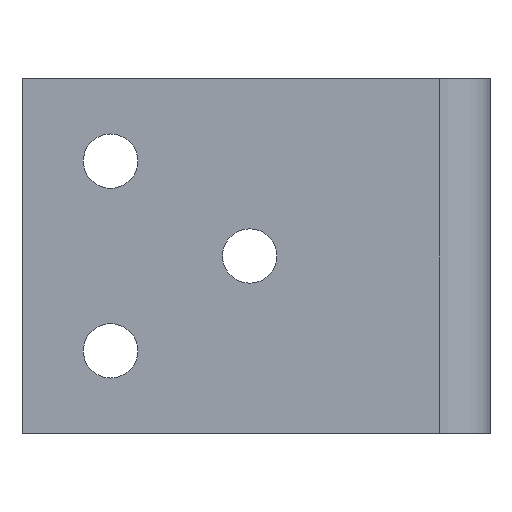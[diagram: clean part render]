
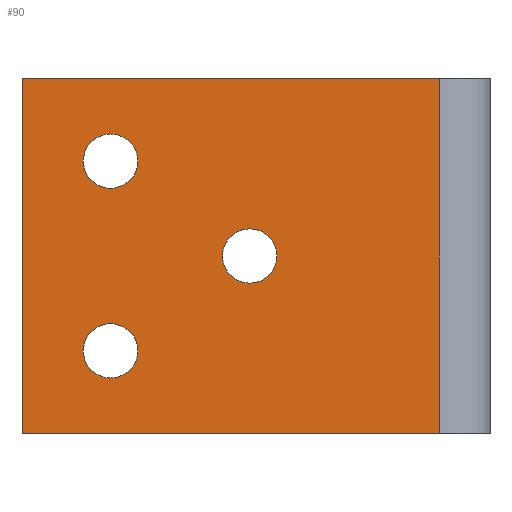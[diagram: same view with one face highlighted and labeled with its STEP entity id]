
A CAD part, front view. The second image highlights one B-rep face of the part: STEP entity #90.
In plain terms, the highlighted planar face has unit normal (0, -1, 0).
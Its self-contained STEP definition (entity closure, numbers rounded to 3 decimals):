
#90 = ADVANCED_FACE( '', ( #171, #172, #173, #174 ), #175, .F. );
#171 = FACE_BOUND( '', #239, .T. );
#172 = FACE_BOUND( '', #240, .T. );
#173 = FACE_BOUND( '', #241, .T. );
#174 = FACE_OUTER_BOUND( '', #242, .T. );
#175 = PLANE( '', #243 );
#239 = EDGE_LOOP( '', ( #368 ) );
#240 = EDGE_LOOP( '', ( #369 ) );
#241 = EDGE_LOOP( '', ( #370 ) );
#242 = EDGE_LOOP( '', ( #371, #372, #373, #374 ) );
#243 = AXIS2_PLACEMENT_3D( '', #375, #376, #377 );
#368 = ORIENTED_EDGE( '', *, *, #427, .T. );
#369 = ORIENTED_EDGE( '', *, *, #412, .T. );
#370 = ORIENTED_EDGE( '', *, *, #394, .T. );
#371 = ORIENTED_EDGE( '', *, *, #398, .T. );
#372 = ORIENTED_EDGE( '', *, *, #388, .F. );
#373 = ORIENTED_EDGE( '', *, *, #425, .F. );
#374 = ORIENTED_EDGE( '', *, *, #404, .T. );
#375 = CARTESIAN_POINT( '', ( 0., 0., 14. ) );
#376 = DIRECTION( '', ( 0., 1., 0. ) );
#377 = DIRECTION( '', ( 0., 0., 1. ) );
#388 = EDGE_CURVE( '', #445, #440, #447, .T. );
#394 = EDGE_CURVE( '', #455, #455, #456, .T. );
#398 = EDGE_CURVE( '', #461, #440, #462, .T. );
#404 = EDGE_CURVE( '', #471, #461, #472, .T. );
#412 = EDGE_CURVE( '', #483, #483, #484, .T. );
#425 = EDGE_CURVE( '', #471, #445, #501, .T. );
#427 = EDGE_CURVE( '', #503, #503, #504, .T. );
#440 = VERTEX_POINT( '', #519 );
#445 = VERTEX_POINT( '', #525 );
#447 = LINE( '', #527, #528 );
#455 = VERTEX_POINT( '', #539 );
#456 = CIRCLE( '', #540, 2.15 );
#461 = VERTEX_POINT( '', #546 );
#462 = LINE( '', #547, #548 );
#471 = VERTEX_POINT( '', #560 );
#472 = LINE( '', #561, #562 );
#483 = VERTEX_POINT( '', #577 );
#484 = CIRCLE( '', #578, 2.15 );
#501 = LINE( '', #599, #600 );
#503 = VERTEX_POINT( '', #602 );
#504 = CIRCLE( '', #603, 2.15 );
#519 = CARTESIAN_POINT( '', ( 33., 0., -14. ) );
#525 = CARTESIAN_POINT( '', ( 33., 0., 14. ) );
#527 = CARTESIAN_POINT( '', ( 33., 0., 14. ) );
#528 = VECTOR( '', #621, 1000. );
#539 = CARTESIAN_POINT( '', ( 9.15, 0., -7.5 ) );
#540 = AXIS2_PLACEMENT_3D( '', #625, #626, #627 );
#546 = CARTESIAN_POINT( '', ( 0., 0., -14. ) );
#547 = CARTESIAN_POINT( '', ( 0., 0., -14. ) );
#548 = VECTOR( '', #632, 1000. );
#560 = CARTESIAN_POINT( '', ( 0., 0., 14. ) );
#561 = CARTESIAN_POINT( '', ( 0., 0., 14. ) );
#562 = VECTOR( '', #639, 1000. );
#577 = CARTESIAN_POINT( '', ( 20.15, 0., 0. ) );
#578 = AXIS2_PLACEMENT_3D( '', #647, #648, #649 );
#599 = CARTESIAN_POINT( '', ( 0., 0., 14. ) );
#600 = VECTOR( '', #666, 1000. );
#602 = CARTESIAN_POINT( '', ( 9.15, 0., 7.5 ) );
#603 = AXIS2_PLACEMENT_3D( '', #667, #668, #669 );
#621 = DIRECTION( '', ( 0., 0., -1. ) );
#625 = CARTESIAN_POINT( '', ( 7., 0., -7.5 ) );
#626 = DIRECTION( '', ( 0., 1., 0. ) );
#627 = DIRECTION( '', ( 1., 0., 0. ) );
#632 = DIRECTION( '', ( 1., 0., 0. ) );
#639 = DIRECTION( '', ( 0., 0., -1. ) );
#647 = CARTESIAN_POINT( '', ( 18., 0., 0. ) );
#648 = DIRECTION( '', ( 0., 1., 0. ) );
#649 = DIRECTION( '', ( 1., 0., 0. ) );
#666 = DIRECTION( '', ( 1., 0., 0. ) );
#667 = CARTESIAN_POINT( '', ( 7., 0., 7.5 ) );
#668 = DIRECTION( '', ( 0., 1., 0. ) );
#669 = DIRECTION( '', ( 1., 0., 0. ) );
